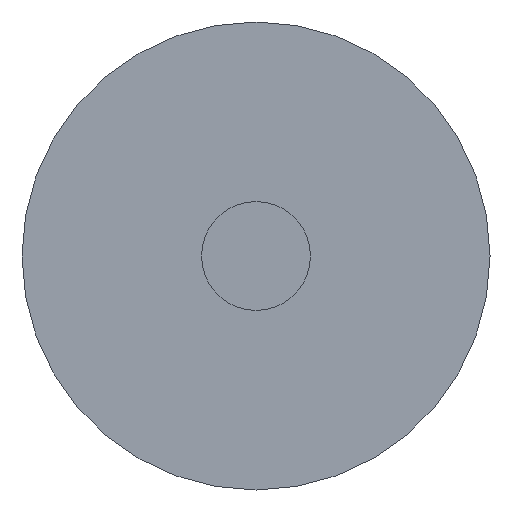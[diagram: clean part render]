
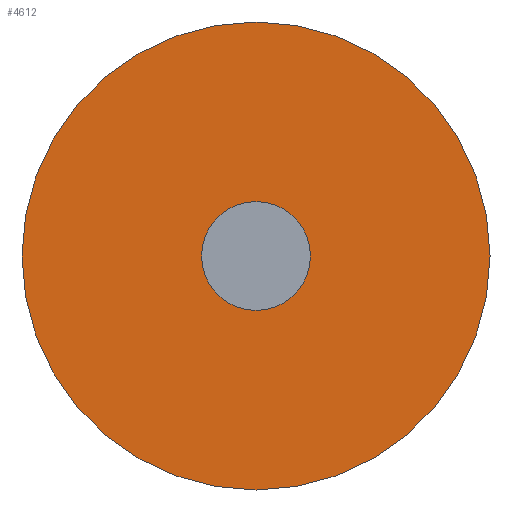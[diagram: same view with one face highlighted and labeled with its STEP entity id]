
A CAD part, left-side view. The second image highlights one B-rep face of the part: STEP entity #4612.
In plain terms, the highlighted planar face has unit normal (-1, 0, 0).
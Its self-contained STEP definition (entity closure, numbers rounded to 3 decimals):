
#153 = DIRECTION ( 'NONE',  ( 0., 0., -1. ) ) ;
#185 = CIRCLE ( 'NONE', #4856, 10.75 ) ;
#324 = CIRCLE ( 'NONE', #4056, 2.5 ) ;
#341 = AXIS2_PLACEMENT_3D ( 'NONE', #4831, #3802, #868 ) ;
#386 = VERTEX_POINT ( 'NONE', #517 ) ;
#495 = ORIENTED_EDGE ( 'NONE', *, *, #5104, .T. ) ;
#517 = CARTESIAN_POINT ( 'NONE',  ( -14.25, 0., 2.5 ) ) ;
#737 = EDGE_CURVE ( 'NONE', #1977, #386, #324, .T. ) ;
#868 = DIRECTION ( 'NONE',  ( 0., 0., 1. ) ) ;
#1374 = CARTESIAN_POINT ( 'NONE',  ( -14.25, 0., 0. ) ) ;
#1398 = DIRECTION ( 'NONE',  ( -1., 0., 0. ) ) ;
#1517 = VERTEX_POINT ( 'NONE', #6288 ) ;
#1802 = EDGE_LOOP ( 'NONE', ( #3398, #495 ) ) ;
#1813 = CIRCLE ( 'NONE', #341, 10.75 ) ;
#1835 = AXIS2_PLACEMENT_3D ( 'NONE', #3399, #1398, #3435 ) ;
#1873 = ORIENTED_EDGE ( 'NONE', *, *, #2488, .T. ) ;
#1977 = VERTEX_POINT ( 'NONE', #4601 ) ;
#2175 = ORIENTED_EDGE ( 'NONE', *, *, #6079, .T. ) ;
#2358 = CIRCLE ( 'NONE', #4914, 2.5 ) ;
#2488 = EDGE_CURVE ( 'NONE', #5470, #1517, #1813, .T. ) ;
#2891 = CARTESIAN_POINT ( 'NONE',  ( -14.25, 0., -10.75 ) ) ;
#3185 = CARTESIAN_POINT ( 'NONE',  ( -14.25, 0., 0. ) ) ;
#3398 = ORIENTED_EDGE ( 'NONE', *, *, #737, .T. ) ;
#3399 = CARTESIAN_POINT ( 'NONE',  ( -14.25, 0., 0. ) ) ;
#3410 = DIRECTION ( 'NONE',  ( -1., 0., 0. ) ) ;
#3435 = DIRECTION ( 'NONE',  ( 0., 0., 1. ) ) ;
#3448 = DIRECTION ( 'NONE',  ( 0., 0., 1. ) ) ;
#3625 = DIRECTION ( 'NONE',  ( 1., 0., 0. ) ) ;
#3794 = EDGE_LOOP ( 'NONE', ( #1873, #2175 ) ) ;
#3802 = DIRECTION ( 'NONE',  ( -1., 0., 0. ) ) ;
#4056 = AXIS2_PLACEMENT_3D ( 'NONE', #3185, #5211, #153 ) ;
#4059 = DIRECTION ( 'NONE',  ( 0., 0., -1. ) ) ;
#4556 = FACE_BOUND ( 'NONE', #1802, .T. ) ;
#4601 = CARTESIAN_POINT ( 'NONE',  ( -14.25, 0., -2.5 ) ) ;
#4612 = ADVANCED_FACE ( 'NONE', ( #4556, #6095 ), #6446, .T. ) ;
#4831 = CARTESIAN_POINT ( 'NONE',  ( -14.25, 0., 0. ) ) ;
#4856 = AXIS2_PLACEMENT_3D ( 'NONE', #1374, #3410, #3448 ) ;
#4914 = AXIS2_PLACEMENT_3D ( 'NONE', #5184, #3625, #4059 ) ;
#5104 = EDGE_CURVE ( 'NONE', #386, #1977, #2358, .T. ) ;
#5184 = CARTESIAN_POINT ( 'NONE',  ( -14.25, 0., 0. ) ) ;
#5211 = DIRECTION ( 'NONE',  ( 1., 0., 0. ) ) ;
#5470 = VERTEX_POINT ( 'NONE', #2891 ) ;
#6079 = EDGE_CURVE ( 'NONE', #1517, #5470, #185, .T. ) ;
#6095 = FACE_OUTER_BOUND ( 'NONE', #3794, .T. ) ;
#6288 = CARTESIAN_POINT ( 'NONE',  ( -14.25, 0., 10.75 ) ) ;
#6446 = PLANE ( 'NONE',  #1835 ) ;
